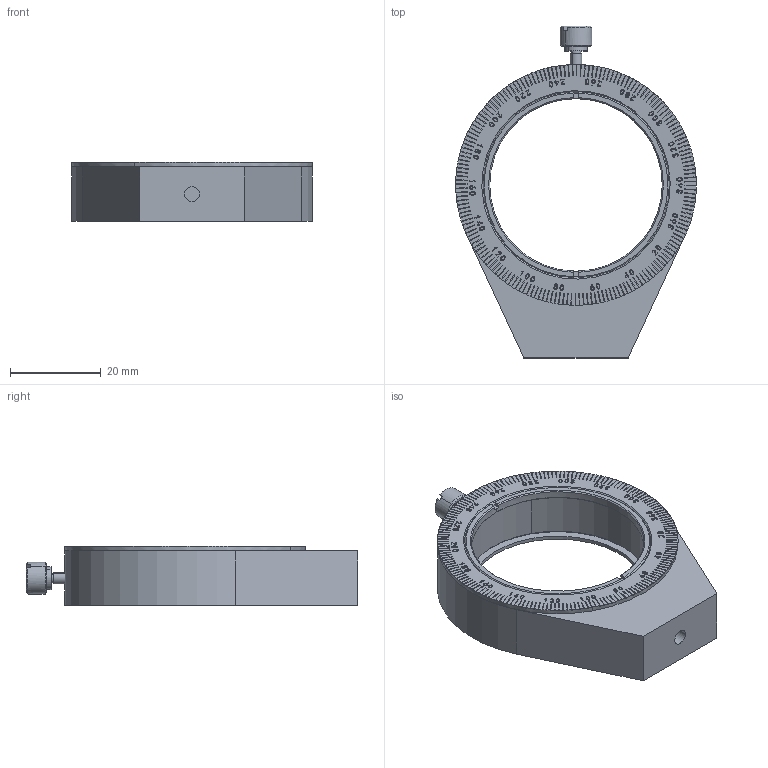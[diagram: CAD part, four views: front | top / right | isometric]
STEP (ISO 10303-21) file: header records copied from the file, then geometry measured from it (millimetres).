
FILE_DESCRIPTION (( 'STEP AP203' ), '1' );
FILE_NAME ('1.3.4.25_ZZX-M40_φ40mm旋转透镜安装座，带M41x0.5内螺纹，带卡环，M4螺孔.STEP', '2023-05-30T11:16:37', ( '' ), ( '' ), 'SwSTEP 2.0', 'SolidWorks 2021', '' );
FILE_SCHEMA (( 'CONFIG_CONTROL_DESIGN' ));
Length unit declared in the file: millimetre
Products named in the file (5): ZFK透镜卡环压圈_1.8.5.55_ZFK-K40; 1.3.4.19.1，φ1.5英寸旋转透镜安装座镜架，M4螺孔，A; 1.3.4.25_ZZX-M40_φ40mm旋转透镜安装座，带M41x0.5内螺纹，带卡环，M4螺孔; 1.3.4.25.1_φ40mm旋转透镜安装座刻度盘，带M41x0.5内螺纹; 珨极宒忒禳蹟佪_30.13.2.2.5-SNTY-M2.5x7.5-0713
Assembly tree (4 placements, depth 2):
  1.3.4.25_ZZX-M40_φ40mm旋转透镜安装座，带M41x0.5内螺纹，带卡环，M4螺孔
    1.3.4.19.1，φ1.5英寸旋转透镜安装座镜架，M4螺孔，A
    1.3.4.25.1_φ40mm旋转透镜安装座刻度盘，带M41x0.5内螺纹
    珨极宒忒禳蹟佪_30.13.2.2.5-SNTY-M2.5x7.5-0713
    ZFK透镜卡环压圈_1.8.5.55_ZFK-K40
Bounding box: 53 x 73.1 x 13.05 mm (x, y, z)
Volume: 16834.7 mm3; surface area: 13242.8 mm2
Topology: 4 solids, 4 shells, 1216 faces, 3333 edges, 2218 vertices
Faces by surface type: plane 987, bspline 174, cylinder 37, cone 18
Entity records: 63226 total; most frequent: CARTESIAN_POINT 32554, ORIENTED_EDGE 6666, DIRECTION 5525, EDGE_CURVE 3333, VECTOR 2507, LINE 2507, VERTEX_POINT 2218, AXIS2_PLACEMENT_3D 1509
